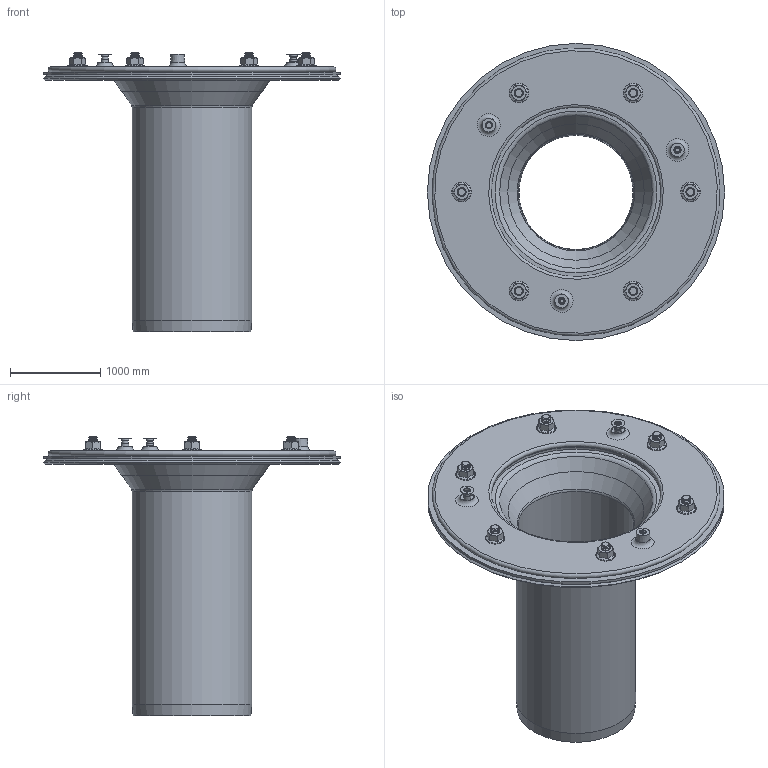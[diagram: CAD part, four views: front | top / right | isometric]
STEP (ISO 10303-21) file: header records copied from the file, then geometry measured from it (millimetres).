
FILE_DESCRIPTION(/* description */ (''),/* implementation_level */ '2;1');
FILE_NAME(/* name */ '21901.125X_3D.stp',/* time_stamp */ '2024-12-12T08:46:47+01:00',/* author */ ('CAD'),/* organization */ (''),/* preprocessor_version */ 'ST-DEVELOPER v20',/* originating_system */ 'AutoCAD Mechanical',/* authorisation */ '');
FILE_SCHEMA (('AUTOMOTIVE_DESIGN { 1 0 10303 214 3 1 1 }'));
Length unit declared in the file: centimetre
Products named in the file (6): Product; *U1; *U0; 21905.125X; *U4; *U3
Assembly tree (15 placements, depth 3):
  Product
    *U1
      *U0  x6
    21905.125X
    *U4
      *U3  x6
Bounding box: 3300 x 3300 x 3100 mm (x, y, z)
Volume: 938950878.8 mm3; surface area: 62259735.4 mm2
Topology: 19 solids, 19 shells, 447 faces, 936 edges, 559 vertices
Faces by surface type: cone 279, plane 99, cylinder 52, torus 17
Full cylindrical faces by diameter (mm): 70 x12, 80 x18, 83.76 x6, 140 x6, 160 x6, 1290 x1, 1330 x1, 1900 x1, 3300 x1
Entity records: 5917 total; most frequent: DIRECTION 1132, CARTESIAN_POINT 976, ORIENTED_EDGE 858, AXIS2_PLACEMENT_3D 487, EDGE_CURVE 429, EDGE_LOOP 288, VERTEX_POINT 255, CIRCLE 249
